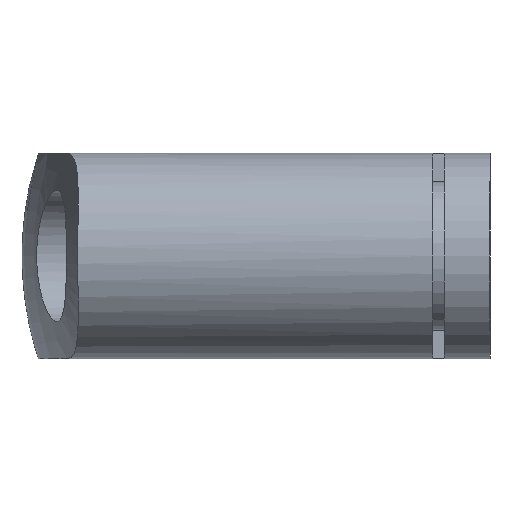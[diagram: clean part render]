
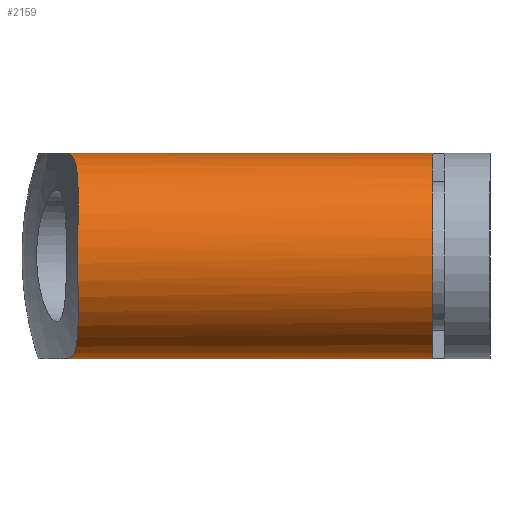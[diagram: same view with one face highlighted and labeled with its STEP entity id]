
A CAD part, left-side view. The second image highlights one B-rep face of the part: STEP entity #2159.
In plain terms, the highlighted cylindrical face has radius 9 mm (diameter 18 mm), a partial arc.
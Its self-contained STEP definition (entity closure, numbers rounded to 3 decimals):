
#8 = CYLINDRICAL_SURFACE ( 'NONE', #361, 9. ) ;
#46 = LINE ( 'NONE', #1519, #1098 ) ;
#70 = FACE_OUTER_BOUND ( 'NONE', #2631, .T. ) ;
#80 = CARTESIAN_POINT ( 'NONE',  ( -24.292, 31.504, -8.708 ) ) ;
#100 = CARTESIAN_POINT ( 'NONE',  ( -29.133, 31.042, -5.52 ) ) ;
#143 = CARTESIAN_POINT ( 'NONE',  ( -22., 31.978, -9. ) ) ;
#181 = DIRECTION ( 'NONE',  ( 0., -1., 0. ) ) ;
#336 = CARTESIAN_POINT ( 'NONE',  ( -25.951, 31.261, 8.092 ) ) ;
#347 = CARTESIAN_POINT ( 'NONE',  ( -29.308, 31.041, 5.262 ) ) ;
#361 = AXIS2_PLACEMENT_3D ( 'NONE', #2150, #181, #2162 ) ;
#395 = LINE ( 'NONE', #2113, #1587 ) ;
#397 = EDGE_CURVE ( 'NONE', #1051, #1363, #2663, .T. ) ;
#435 = CARTESIAN_POINT ( 'NONE',  ( -22., 0., -9. ) ) ;
#542 = CARTESIAN_POINT ( 'NONE',  ( -27.464, 31.113, 7.176 ) ) ;
#556 = CARTESIAN_POINT ( 'NONE',  ( -31., 31.074, 0.584 ) ) ;
#655 = CARTESIAN_POINT ( 'NONE',  ( -22., 0., 9. ) ) ;
#664 = VERTEX_POINT ( 'NONE', #435 ) ;
#749 = CARTESIAN_POINT ( 'NONE',  ( -30.71, 31.061, 2.341 ) ) ;
#763 = CARTESIAN_POINT ( 'NONE',  ( -30.068, 31.044, 3.999 ) ) ;
#794 = CARTESIAN_POINT ( 'NONE',  ( -30.767, 31.063, -2.056 ) ) ;
#811 = DIRECTION ( 'NONE',  ( 0., -1., 0. ) ) ;
#834 = CARTESIAN_POINT ( 'NONE',  ( -30.539, 31.054, 2.905 ) ) ;
#996 = CARTESIAN_POINT ( 'NONE',  ( -28.554, 31.058, 6.176 ) ) ;
#1039 = CARTESIAN_POINT ( 'NONE',  ( -22.581, 31.839, -9. ) ) ;
#1048 = CARTESIAN_POINT ( 'NONE',  ( -27.447, 31.117, -7.171 ) ) ;
#1051 = VERTEX_POINT ( 'NONE', #143 ) ;
#1057 = CARTESIAN_POINT ( 'NONE',  ( -23.156, 31.715, -8.944 ) ) ;
#1098 = VECTOR ( 'NONE', #1959, 1000. ) ;
#1220 = CARTESIAN_POINT ( 'NONE',  ( -25.95, 31.257, -8.108 ) ) ;
#1221 = CARTESIAN_POINT ( 'NONE',  ( -31., 31.074, -0.598 ) ) ;
#1299 = EDGE_CURVE ( 'NONE', #664, #2243, #2195, .T. ) ;
#1363 = VERTEX_POINT ( 'NONE', #2235 ) ;
#1420 = CARTESIAN_POINT ( 'NONE',  ( -29.788, 31.04, 4.52 ) ) ;
#1443 = CARTESIAN_POINT ( 'NONE',  ( -22., 31.978, -9. ) ) ;
#1444 = CARTESIAN_POINT ( 'NONE',  ( -26.728, 31.177, 7.663 ) ) ;
#1455 = CARTESIAN_POINT ( 'NONE',  ( -26.475, 31.202, 7.814 ) ) ;
#1519 = CARTESIAN_POINT ( 'NONE',  ( -22., 36., 9. ) ) ;
#1520 = CARTESIAN_POINT ( 'NONE',  ( -23.161, 31.718, 8.93 ) ) ;
#1521 = ORIENTED_EDGE ( 'NONE', *, *, #1882, .F. ) ;
#1527 = CARTESIAN_POINT ( 'NONE',  ( -22.581, 31.842, 8.986 ) ) ;
#1587 = VECTOR ( 'NONE', #811, 1000. ) ;
#1638 = CARTESIAN_POINT ( 'NONE',  ( -29.636, 31.04, 4.773 ) ) ;
#1653 = CARTESIAN_POINT ( 'NONE',  ( -30.197, 31.046, 3.728 ) ) ;
#1697 = CARTESIAN_POINT ( 'NONE',  ( -24.31, 31.497, 8.718 ) ) ;
#1699 = EDGE_CURVE ( 'NONE', #1051, #664, #395, .T. ) ;
#1725 = CARTESIAN_POINT ( 'NONE',  ( -23.452, 31.659, 8.887 ) ) ;
#1736 = CARTESIAN_POINT ( 'NONE',  ( -22., 31.978, 9. ) ) ;
#1769 = ORIENTED_EDGE ( 'NONE', *, *, #397, .F. ) ;
#1850 = CARTESIAN_POINT ( 'NONE',  ( -30.08, 31.043, -4.008 ) ) ;
#1868 = CARTESIAN_POINT ( 'NONE',  ( -27.909, 31.087, -6.795 ) ) ;
#1882 = EDGE_CURVE ( 'NONE', #1363, #2243, #46, .T. ) ;
#1890 = CARTESIAN_POINT ( 'NONE',  ( -24.854, 31.412, -8.541 ) ) ;
#1959 = DIRECTION ( 'NONE',  ( 0., -1., 0. ) ) ;
#1984 = ORIENTED_EDGE ( 'NONE', *, *, #1699, .T. ) ;
#2056 = CARTESIAN_POINT ( 'NONE',  ( -28.756, 31.049, -5.975 ) ) ;
#2062 = CARTESIAN_POINT ( 'NONE',  ( -29.131, 31.043, 5.498 ) ) ;
#2070 = CARTESIAN_POINT ( 'NONE',  ( -27.921, 31.085, 6.804 ) ) ;
#2097 = CARTESIAN_POINT ( 'NONE',  ( -30.941, 31.071, 1.183 ) ) ;
#2113 = CARTESIAN_POINT ( 'NONE',  ( -22., 36., -9. ) ) ;
#2146 = CARTESIAN_POINT ( 'NONE',  ( -28.755, 31.052, 5.955 ) ) ;
#2150 = CARTESIAN_POINT ( 'NONE',  ( -22., 36., 0. ) ) ;
#2159 = ADVANCED_FACE ( 'NONE', ( #70 ), #8, .T. ) ;
#2162 = DIRECTION ( 'NONE',  ( 0., 0., -1. ) ) ;
#2172 = CARTESIAN_POINT ( 'NONE',  ( -24.868, 31.406, 8.551 ) ) ;
#2195 = CIRCLE ( 'NONE', #2729, 9. ) ;
#2198 = DIRECTION ( 'NONE',  ( 0., 0., 1. ) ) ;
#2235 = CARTESIAN_POINT ( 'NONE',  ( -22., 31.978, 9. ) ) ;
#2243 = VERTEX_POINT ( 'NONE', #655 ) ;
#2303 = ORIENTED_EDGE ( 'NONE', *, *, #1299, .T. ) ;
#2472 = CARTESIAN_POINT ( 'NONE',  ( -25.134, 31.37, -8.442 ) ) ;
#2503 = CARTESIAN_POINT ( 'NONE',  ( -30.941, 31.071, -1.184 ) ) ;
#2539 = CARTESIAN_POINT ( 'NONE',  ( -30.52, 31.055, -2.915 ) ) ;
#2560 = CARTESIAN_POINT ( 'NONE',  ( -29.799, 31.039, -4.531 ) ) ;
#2571 = CARTESIAN_POINT ( 'NONE',  ( -24.009, 31.554, -8.778 ) ) ;
#2581 = CARTESIAN_POINT ( 'NONE',  ( -26.468, 31.2, -7.835 ) ) ;
#2608 = DIRECTION ( 'NONE',  ( 0., 1., 0. ) ) ;
#2623 = CARTESIAN_POINT ( 'NONE',  ( -22., 0., 0. ) ) ;
#2631 = EDGE_LOOP ( 'NONE', ( #1769, #1984, #2303, #1521 ) ) ;
#2663 = B_SPLINE_CURVE_WITH_KNOTS ( 'NONE', 3,
 ( #1443, #1039, #1057, #2571, #80, #1890, #2472, #1220, #2581, #2719, #1048, #1868, #2720, #2056, #100, #2560, #1850, #2774, #2539, #2830, #794, #2503, #1221, #556, #2097, #749, #834, #1653, #763, #1420, #1638, #347, #2062, #2146, #996, #2070, #542, #1444, #1455, #336, #2755, #2172, #1697, #1725, #1520, #1527, #2818, #1736 ),
 .UNSPECIFIED., .F., .F.,
 ( 4, 2, 2, 2, 2, 2, 2, 2, 2, 2, 2, 2, 2, 2, 2, 2, 2, 2, 2, 2, 2, 2, 2, 4 ),
 ( 0., 0.002, 0.003, 0.004, 0.005, 0.006, 0.007, 0.009, 0.011, 0.011, 0.012, 0.014, 0.016, 0.018, 0.019, 0.019, 0.02, 0.021, 0.023, 0.024, 0.025, 0.027, 0.027, 0.028 ),
 .UNSPECIFIED. ) ;
#2719 = CARTESIAN_POINT ( 'NONE',  ( -27.207, 31.135, -7.347 ) ) ;
#2720 = CARTESIAN_POINT ( 'NONE',  ( -28.129, 31.076, -6.598 ) ) ;
#2729 = AXIS2_PLACEMENT_3D ( 'NONE', #2623, #2608, #2198 ) ;
#2755 = CARTESIAN_POINT ( 'NONE',  ( -25.682, 31.294, 8.218 ) ) ;
#2774 = CARTESIAN_POINT ( 'NONE',  ( -30.42, 31.051, -3.192 ) ) ;
#2818 = CARTESIAN_POINT ( 'NONE',  ( -22.291, 31.908, 9. ) ) ;
#2830 = CARTESIAN_POINT ( 'NONE',  ( -30.694, 31.06, -2.347 ) ) ;
